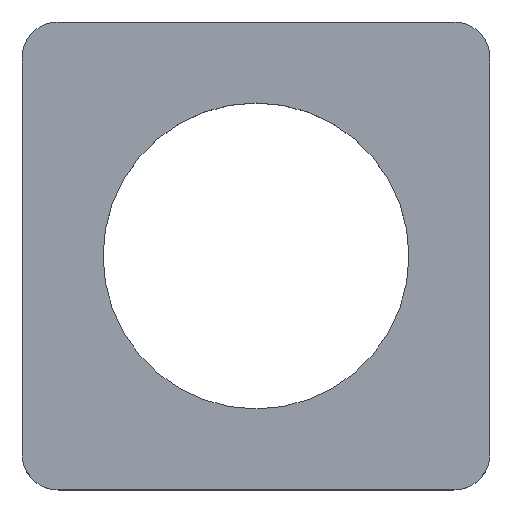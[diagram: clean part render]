
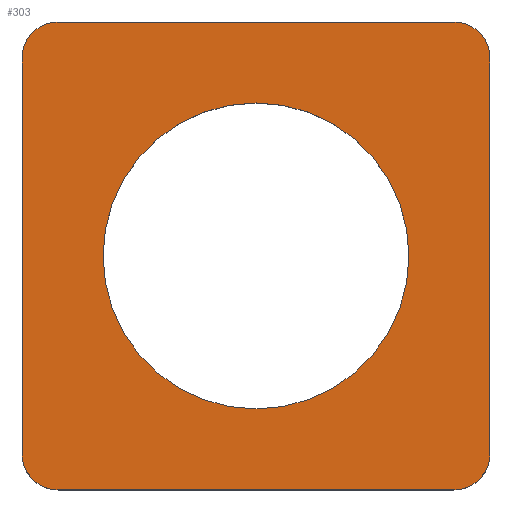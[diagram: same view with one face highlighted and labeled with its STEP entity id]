
A CAD part, top view. The second image highlights one B-rep face of the part: STEP entity #303.
In plain terms, the highlighted planar face has unit normal (0, 0, 1).
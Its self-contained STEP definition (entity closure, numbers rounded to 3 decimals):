
#18=CARTESIAN_POINT('',(-2.491,2.285,0.0));
#19=VERTEX_POINT('',#18);
#26=CARTESIAN_POINT('',(6.009,2.285,0.0));
#27=VERTEX_POINT('',#26);
#28=CARTESIAN_POINT('',(1.759,2.285,0.0));
#29=DIRECTION('',(0.0,0.0,1.0));
#30=DIRECTION('',(1.0,0.0,0.0));
#31=AXIS2_PLACEMENT_3D('',#28,#29,#30);
#32=CIRCLE('',#31,4.25);
#33=EDGE_CURVE('',#19,#27,#32,.T.);
#49=CARTESIAN_POINT('',(-3.741,-4.215,0.0));
#50=VERTEX_POINT('',#49);
#51=CARTESIAN_POINT('',(7.259,-4.215,0.0));
#52=VERTEX_POINT('',#51);
#53=CARTESIAN_POINT('',(-3.741,-4.215,0.0));
#54=DIRECTION('',(1.0,0.0,0.0));
#55=VECTOR('',#54,11.0);
#56=LINE('',#53,#55);
#57=EDGE_CURVE('',#50,#52,#56,.T.);
#99=CARTESIAN_POINT('',(8.259,7.785,0.0));
#100=VERTEX_POINT('',#99);
#107=CARTESIAN_POINT('',(8.259,-3.215,0.0));
#108=VERTEX_POINT('',#107);
#109=CARTESIAN_POINT('',(8.259,-3.215,0.0));
#110=DIRECTION('',(0.0,1.0,0.0));
#111=VECTOR('',#110,11.0);
#112=LINE('',#109,#111);
#113=EDGE_CURVE('',#108,#100,#112,.T.);
#139=CARTESIAN_POINT('',(-3.741,8.785,0.0));
#140=VERTEX_POINT('',#139);
#147=CARTESIAN_POINT('',(7.259,8.785,0.0));
#148=VERTEX_POINT('',#147);
#149=CARTESIAN_POINT('',(7.259,8.785,0.0));
#150=DIRECTION('',(-1.0,0.0,0.0));
#151=VECTOR('',#150,11.0);
#152=LINE('',#149,#151);
#153=EDGE_CURVE('',#148,#140,#152,.T.);
#179=CARTESIAN_POINT('',(-4.741,-3.215,0.0));
#180=VERTEX_POINT('',#179);
#187=CARTESIAN_POINT('',(-4.741,7.785,0.0));
#188=VERTEX_POINT('',#187);
#189=CARTESIAN_POINT('',(-4.741,7.785,0.0));
#190=DIRECTION('',(0.0,-1.0,0.0));
#191=VECTOR('',#190,11.0);
#192=LINE('',#189,#191);
#193=EDGE_CURVE('',#188,#180,#192,.T.);
#254=CARTESIAN_POINT('',(-5.391,-4.865,0.0));
#255=DIRECTION('',(0.0,0.0,1.0));
#256=DIRECTION('',(1.0,0.0,0.0));
#257=AXIS2_PLACEMENT_3D('',#254,#255,#256);
#258=PLANE('',#257);
#259=ORIENTED_EDGE('',*,*,#193,.T.);
#260=CARTESIAN_POINT('',(-3.741,-3.215,0.0));
#261=DIRECTION('',(0.0,0.0,1.0));
#262=DIRECTION('',(1.0,0.0,0.0));
#263=AXIS2_PLACEMENT_3D('',#260,#261,#262);
#264=CIRCLE('',#263,1.0);
#265=EDGE_CURVE('',#180,#50,#264,.T.);
#266=ORIENTED_EDGE('',*,*,#265,.T.);
#267=ORIENTED_EDGE('',*,*,#57,.T.);
#268=CARTESIAN_POINT('',(7.259,-3.215,0.0));
#269=DIRECTION('',(0.0,0.0,1.0));
#270=DIRECTION('',(1.0,0.0,0.0));
#271=AXIS2_PLACEMENT_3D('',#268,#269,#270);
#272=CIRCLE('',#271,1.);
#273=EDGE_CURVE('',#52,#108,#272,.T.);
#274=ORIENTED_EDGE('',*,*,#273,.T.);
#275=ORIENTED_EDGE('',*,*,#113,.T.);
#276=CARTESIAN_POINT('',(7.259,7.785,0.0));
#277=DIRECTION('',(0.0,0.0,1.0));
#278=DIRECTION('',(1.0,0.0,0.0));
#279=AXIS2_PLACEMENT_3D('',#276,#277,#278);
#280=CIRCLE('',#279,1.0);
#281=EDGE_CURVE('',#100,#148,#280,.T.);
#282=ORIENTED_EDGE('',*,*,#281,.T.);
#283=ORIENTED_EDGE('',*,*,#153,.T.);
#284=CARTESIAN_POINT('',(-3.741,7.785,0.0));
#285=DIRECTION('',(0.0,0.0,1.0));
#286=DIRECTION('',(1.0,0.0,0.0));
#287=AXIS2_PLACEMENT_3D('',#284,#285,#286);
#288=CIRCLE('',#287,1.0);
#289=EDGE_CURVE('',#140,#188,#288,.T.);
#290=ORIENTED_EDGE('',*,*,#289,.T.);
#291=EDGE_LOOP('',(#259,#266,#267,#274,#275,#282,#283,#290));
#292=FACE_OUTER_BOUND('',#291,.T.);
#293=CARTESIAN_POINT('',(1.759,2.285,0.0));
#294=DIRECTION('',(0.0,0.0,1.0));
#295=DIRECTION('',(1.0,0.0,0.0));
#296=AXIS2_PLACEMENT_3D('',#293,#294,#295);
#297=CIRCLE('',#296,4.25);
#298=EDGE_CURVE('',#27,#19,#297,.T.);
#299=ORIENTED_EDGE('',*,*,#298,.F.);
#300=ORIENTED_EDGE('',*,*,#33,.F.);
#301=EDGE_LOOP('',(#299,#300));
#302=FACE_BOUND('',#301,.T.);
#303=ADVANCED_FACE('',(#292,#302),#258,.T.);
